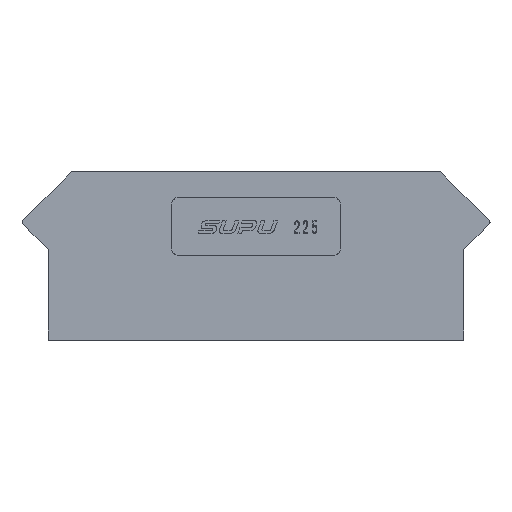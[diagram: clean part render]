
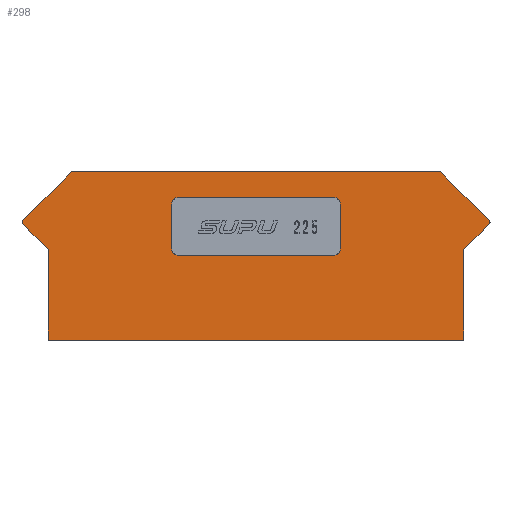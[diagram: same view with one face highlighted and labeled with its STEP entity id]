
A CAD part, top view. The second image highlights one B-rep face of the part: STEP entity #298.
In plain terms, the highlighted planar face has unit normal (0, 0, 1).
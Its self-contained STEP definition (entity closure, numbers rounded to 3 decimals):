
#271=FACE_BOUND('',#615,.T.);
#272=FACE_BOUND('',#616,.T.);
#298=ADVANCED_FACE('',(#271,#272),#419,.T.);
#419=PLANE('',#2532);
#615=EDGE_LOOP('',(#797,#798,#799,#800,#801,#802,#803,#804,#805,#806));
#616=EDGE_LOOP('',(#807,#808,#809,#810,#811,#812,#813,#814));
#737=CIRCLE('',#2519,0.35);
#738=CIRCLE('',#2524,0.35);
#739=CIRCLE('',#2528,1.);
#740=CIRCLE('',#2529,1.);
#741=CIRCLE('',#2530,1.);
#742=CIRCLE('',#2531,1.);
#797=ORIENTED_EDGE('',*,*,#1666,.T.);
#798=ORIENTED_EDGE('',*,*,#1664,.T.);
#799=ORIENTED_EDGE('',*,*,#1663,.T.);
#800=ORIENTED_EDGE('',*,*,#1680,.T.);
#801=ORIENTED_EDGE('',*,*,#1678,.T.);
#802=ORIENTED_EDGE('',*,*,#1676,.T.);
#803=ORIENTED_EDGE('',*,*,#1674,.T.);
#804=ORIENTED_EDGE('',*,*,#1672,.T.);
#805=ORIENTED_EDGE('',*,*,#1670,.T.);
#806=ORIENTED_EDGE('',*,*,#1668,.T.);
#807=ORIENTED_EDGE('',*,*,#1681,.T.);
#808=ORIENTED_EDGE('',*,*,#1682,.F.);
#809=ORIENTED_EDGE('',*,*,#1683,.T.);
#810=ORIENTED_EDGE('',*,*,#1684,.F.);
#811=ORIENTED_EDGE('',*,*,#1685,.T.);
#812=ORIENTED_EDGE('',*,*,#1686,.F.);
#813=ORIENTED_EDGE('',*,*,#1687,.T.);
#814=ORIENTED_EDGE('',*,*,#1688,.F.);
#1435=VERTEX_POINT('',#3094);
#1436=VERTEX_POINT('',#3096);
#1437=VERTEX_POINT('',#3100);
#1438=VERTEX_POINT('',#3104);
#1439=VERTEX_POINT('',#3108);
#1440=VERTEX_POINT('',#3112);
#1441=VERTEX_POINT('',#3116);
#1442=VERTEX_POINT('',#3120);
#1443=VERTEX_POINT('',#3124);
#1444=VERTEX_POINT('',#3128);
#1445=VERTEX_POINT('',#3134);
#1446=VERTEX_POINT('',#3135);
#1447=VERTEX_POINT('',#3137);
#1448=VERTEX_POINT('',#3139);
#1449=VERTEX_POINT('',#3141);
#1450=VERTEX_POINT('',#3143);
#1451=VERTEX_POINT('',#3145);
#1452=VERTEX_POINT('',#3147);
#1663=EDGE_CURVE('',#1435,#1436,#2000,.T.);
#1664=EDGE_CURVE('',#1437,#1435,#2001,.T.);
#1666=EDGE_CURVE('',#1438,#1437,#2003,.T.);
#1668=EDGE_CURVE('',#1439,#1438,#737,.T.);
#1670=EDGE_CURVE('',#1440,#1439,#2006,.T.);
#1672=EDGE_CURVE('',#1441,#1440,#2008,.T.);
#1674=EDGE_CURVE('',#1442,#1441,#2010,.T.);
#1676=EDGE_CURVE('',#1443,#1442,#738,.T.);
#1678=EDGE_CURVE('',#1444,#1443,#2013,.T.);
#1680=EDGE_CURVE('',#1436,#1444,#2015,.T.);
#1681=EDGE_CURVE('',#1445,#1446,#739,.T.);
#1682=EDGE_CURVE('',#1447,#1446,#2016,.T.);
#1683=EDGE_CURVE('',#1447,#1448,#740,.T.);
#1684=EDGE_CURVE('',#1449,#1448,#2017,.T.);
#1685=EDGE_CURVE('',#1449,#1450,#741,.T.);
#1686=EDGE_CURVE('',#1451,#1450,#2018,.T.);
#1687=EDGE_CURVE('',#1451,#1452,#742,.T.);
#1688=EDGE_CURVE('',#1445,#1452,#2019,.T.);
#2000=LINE('',#3097,#2239);
#2001=LINE('',#3099,#2240);
#2003=LINE('',#3103,#2242);
#2006=LINE('',#3111,#2245);
#2008=LINE('',#3115,#2247);
#2010=LINE('',#3119,#2249);
#2013=LINE('',#3127,#2252);
#2015=LINE('',#3131,#2254);
#2016=LINE('',#3136,#2255);
#2017=LINE('',#3140,#2256);
#2018=LINE('',#3144,#2257);
#2019=LINE('',#3148,#2258);
#2239=VECTOR('',#2622,1.);
#2240=VECTOR('',#2625,1.);
#2242=VECTOR('',#2629,1.);
#2245=VECTOR('',#2638,1.);
#2247=VECTOR('',#2642,1.);
#2249=VECTOR('',#2646,1.);
#2252=VECTOR('',#2655,1.);
#2254=VECTOR('',#2659,1.);
#2255=VECTOR('',#2664,1.);
#2256=VECTOR('',#2667,1.);
#2257=VECTOR('',#2670,1.);
#2258=VECTOR('',#2673,1.);
#2519=AXIS2_PLACEMENT_3D('',#3107,#2633,#2634);
#2524=AXIS2_PLACEMENT_3D('',#3123,#2650,#2651);
#2528=AXIS2_PLACEMENT_3D('',#3133,#2662,#2663);
#2529=AXIS2_PLACEMENT_3D('',#3138,#2665,#2666);
#2530=AXIS2_PLACEMENT_3D('',#3142,#2668,#2669);
#2531=AXIS2_PLACEMENT_3D('',#3146,#2671,#2672);
#2532=AXIS2_PLACEMENT_3D('',#3149,#2674,#2675);
#2622=DIRECTION('',(1.,0.,0.));
#2625=DIRECTION('',(0.,-1.,0.));
#2629=DIRECTION('',(0.707,-0.707,0.));
#2633=DIRECTION('',(0.,0.,1.));
#2634=DIRECTION('',(-0.707,0.707,0.));
#2638=DIRECTION('',(-0.707,-0.707,0.));
#2642=DIRECTION('',(-1.,0.,0.));
#2646=DIRECTION('',(-0.707,0.707,0.));
#2650=DIRECTION('',(0.,0.,1.));
#2651=DIRECTION('',(0.707,-0.707,0.));
#2655=DIRECTION('',(0.707,0.707,0.));
#2659=DIRECTION('',(0.,1.,0.));
#2662=DIRECTION('',(0.,0.,-1.));
#2663=DIRECTION('',(1.,0.,0.));
#2664=DIRECTION('',(1.,0.,0.));
#2665=DIRECTION('',(0.,0.,-1.));
#2666=DIRECTION('',(0.,-1.,0.));
#2667=DIRECTION('',(0.,-1.,0.));
#2668=DIRECTION('',(0.,0.,-1.));
#2669=DIRECTION('',(-1.,0.,0.));
#2670=DIRECTION('',(-1.,0.,0.));
#2671=DIRECTION('',(0.,0.,-1.));
#2672=DIRECTION('',(0.,1.,0.));
#2673=DIRECTION('',(0.,1.,0.));
#2674=DIRECTION('',(0.,0.,1.));
#2675=DIRECTION('',(-1.,0.,0.));
#3094=CARTESIAN_POINT('',(-85.913,-9.847,7.6));
#3096=CARTESIAN_POINT('',(-21.213,-9.847,7.6));
#3097=CARTESIAN_POINT('',(-85.913,-9.847,7.6));
#3099=CARTESIAN_POINT('',(-85.913,4.253,7.6));
#3100=CARTESIAN_POINT('',(-85.913,4.253,7.6));
#3103=CARTESIAN_POINT('',(-89.928,8.267,7.6));
#3104=CARTESIAN_POINT('',(-89.928,8.267,7.6));
#3107=CARTESIAN_POINT('',(-89.68,8.514,7.6));
#3108=CARTESIAN_POINT('',(-89.928,8.762,7.6));
#3111=CARTESIAN_POINT('',(-82.337,16.353,7.6));
#3112=CARTESIAN_POINT('',(-82.337,16.353,7.6));
#3115=CARTESIAN_POINT('',(-24.79,16.353,7.6));
#3116=CARTESIAN_POINT('',(-24.79,16.353,7.6));
#3119=CARTESIAN_POINT('',(-17.199,8.762,7.6));
#3120=CARTESIAN_POINT('',(-17.199,8.762,7.6));
#3123=CARTESIAN_POINT('',(-17.447,8.514,7.6));
#3124=CARTESIAN_POINT('',(-17.199,8.267,7.6));
#3127=CARTESIAN_POINT('',(-21.213,4.253,7.6));
#3128=CARTESIAN_POINT('',(-21.213,4.253,7.6));
#3131=CARTESIAN_POINT('',(-21.213,-9.847,7.6));
#3133=CARTESIAN_POINT('',(-41.438,4.353,7.6));
#3134=CARTESIAN_POINT('',(-40.438,4.353,7.6));
#3135=CARTESIAN_POINT('',(-41.438,3.353,7.6));
#3136=CARTESIAN_POINT('',(-65.688,3.353,7.6));
#3137=CARTESIAN_POINT('',(-65.688,3.353,7.6));
#3138=CARTESIAN_POINT('',(-65.688,4.353,7.6));
#3139=CARTESIAN_POINT('',(-66.688,4.353,7.6));
#3140=CARTESIAN_POINT('',(-66.688,11.353,7.6));
#3141=CARTESIAN_POINT('',(-66.688,11.353,7.6));
#3142=CARTESIAN_POINT('',(-65.688,11.353,7.6));
#3143=CARTESIAN_POINT('',(-65.688,12.353,7.6));
#3144=CARTESIAN_POINT('',(-41.438,12.353,7.6));
#3145=CARTESIAN_POINT('',(-41.438,12.353,7.6));
#3146=CARTESIAN_POINT('',(-41.438,11.353,7.6));
#3147=CARTESIAN_POINT('',(-40.438,11.353,7.6));
#3148=CARTESIAN_POINT('',(-40.438,4.353,7.6));
#3149=CARTESIAN_POINT('',(-9.113,16.353,7.6));
